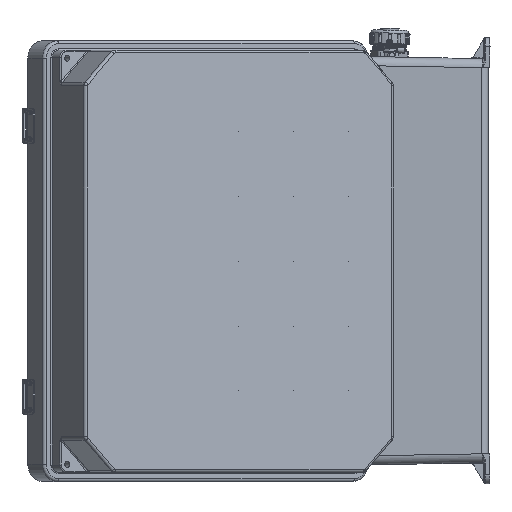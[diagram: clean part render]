
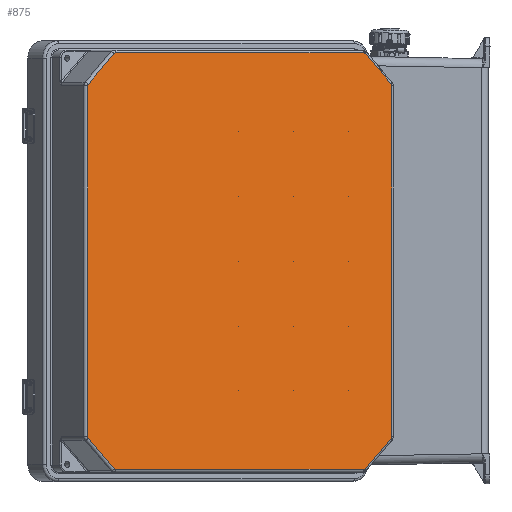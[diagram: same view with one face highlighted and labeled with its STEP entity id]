
A CAD part, left-side view. The second image highlights one B-rep face of the part: STEP entity #875.
In plain terms, the highlighted face is planar.
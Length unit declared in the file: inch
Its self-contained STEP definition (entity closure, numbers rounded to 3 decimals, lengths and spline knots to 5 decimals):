
#323 = ORIENTED_EDGE ( 'NONE', *, *, #65149, .F. ) ;
#661 = CIRCLE ( 'NONE', #69273, 0.07874 ) ;
#875 = ADVANCED_FACE ( 'NONE', ( #80504 ), #18983, .T. ) ;
#1100 = VERTEX_POINT ( 'NONE', #4580 ) ;
#1766 = EDGE_CURVE ( 'NONE', #59041, #1100, #57109, .T. ) ;
#3602 = ORIENTED_EDGE ( 'NONE', *, *, #57769, .T. ) ;
#4367 = CARTESIAN_POINT ( 'NONE',  ( 6.23622, 3.24803, -1.55985 ) ) ;
#4569 = VECTOR ( 'NONE', #23081, 39.37008 ) ;
#4580 = CARTESIAN_POINT ( 'NONE',  ( 6.23622, 3.24803, -13.75511 ) ) ;
#5055 = ORIENTED_EDGE ( 'NONE', *, *, #29740, .F. ) ;
#5874 = LINE ( 'NONE', #29631, #4569 ) ;
#6106 = EDGE_CURVE ( 'NONE', #84048, #59041, #37617, .T. ) ;
#7153 = AXIS2_PLACEMENT_3D ( 'NONE', #39137, #87313, #46069 ) ;
#7960 = ORIENTED_EDGE ( 'NONE', *, *, #61428, .T. ) ;
#7988 = EDGE_CURVE ( 'NONE', #78726, #39710, #31153, .T. ) ;
#8651 = VERTEX_POINT ( 'NONE', #85455 ) ;
#8963 = LINE ( 'NONE', #74420, #10133 ) ;
#9379 = CARTESIAN_POINT ( 'NONE',  ( 6.21316, 3.24803, -1.50418 ) ) ;
#9443 = ORIENTED_EDGE ( 'NONE', *, *, #29076, .F. ) ;
#10133 = VECTOR ( 'NONE', #53673, 39.37008 ) ;
#10493 = CARTESIAN_POINT ( 'NONE',  ( -5.09763, 3.24803, -0.5 ) ) ;
#14362 = VERTEX_POINT ( 'NONE', #65675 ) ;
#15049 = EDGE_CURVE ( 'NONE', #37380, #51438, #27984, .T. ) ;
#16863 = DIRECTION ( 'NONE',  ( 0., -1., 0. ) ) ;
#17377 = DIRECTION ( 'NONE',  ( 0., 0., 1. ) ) ;
#17593 = DIRECTION ( 'NONE',  ( 0., 1., 0. ) ) ;
#17629 = DIRECTION ( 'NONE',  ( 0., -1., 0. ) ) ;
#18770 = DIRECTION ( 'NONE',  ( 0., 0., 1. ) ) ;
#18862 = DIRECTION ( 'NONE',  ( 0., 1., 0. ) ) ;
#18983 = PLANE ( 'NONE',  #86992 ) ;
#19018 = AXIS2_PLACEMENT_3D ( 'NONE', #68494, #27201, #75391 ) ;
#19268 = CARTESIAN_POINT ( 'NONE',  ( 0., 3.24803, -0.32283 ) ) ;
#21072 = VERTEX_POINT ( 'NONE', #37603 ) ;
#21895 = DIRECTION ( 'NONE',  ( 0., 0., 1. ) ) ;
#22190 = CARTESIAN_POINT ( 'NONE',  ( 6.15748, 3.24803, -1.55985 ) ) ;
#23081 = DIRECTION ( 'NONE',  ( -0.707, 0., -0.707 ) ) ;
#23196 = CARTESIAN_POINT ( 'NONE',  ( -6.23622, 3.24803, -7.65748 ) ) ;
#24221 = CIRCLE ( 'NONE', #46689, 0.07874 ) ;
#25333 = CARTESIAN_POINT ( 'NONE',  ( -5.1533, 3.24803, -14.87064 ) ) ;
#25471 = AXIS2_PLACEMENT_3D ( 'NONE', #10493, #58629, #17377 ) ;
#26262 = ORIENTED_EDGE ( 'NONE', *, *, #1766, .T. ) ;
#26518 = VERTEX_POINT ( 'NONE', #87369 ) ;
#27201 = DIRECTION ( 'NONE',  ( 0., 1., 0. ) ) ;
#27648 = AXIS2_PLACEMENT_3D ( 'NONE', #58840, #17593, #65734 ) ;
#27984 = CIRCLE ( 'NONE', #27648, 0.07874 ) ;
#29040 = CARTESIAN_POINT ( 'NONE',  ( 5.09763, 3.24803, -0.42126 ) ) ;
#29076 = EDGE_CURVE ( 'NONE', #54450, #51438, #80708, .T. ) ;
#29631 = CARTESIAN_POINT ( 'NONE',  ( -6.21316, 3.24803, -1.50418 ) ) ;
#29740 = EDGE_CURVE ( 'NONE', #14362, #83322, #65892, .T. ) ;
#29893 = CARTESIAN_POINT ( 'NONE',  ( -6.21316, 3.24803, -13.81078 ) ) ;
#30278 = VERTEX_POINT ( 'NONE', #25333 ) ;
#31153 = LINE ( 'NONE', #40461, #31410 ) ;
#31410 = VECTOR ( 'NONE', #47687, 39.37008 ) ;
#32798 = CARTESIAN_POINT ( 'NONE',  ( 6.21316, 3.24803, -1.50418 ) ) ;
#33016 = ORIENTED_EDGE ( 'NONE', *, *, #83169, .F. ) ;
#33220 = AXIS2_PLACEMENT_3D ( 'NONE', #22190, #84785, #21895 ) ;
#33547 = CARTESIAN_POINT ( 'NONE',  ( -5.09763, 3.24803, -14.8937 ) ) ;
#36012 = DIRECTION ( 'NONE',  ( 1., 0., 0. ) ) ;
#36584 = CARTESIAN_POINT ( 'NONE',  ( -5.09763, 3.24803, -14.81496 ) ) ;
#37380 = VERTEX_POINT ( 'NONE', #29893 ) ;
#37603 = CARTESIAN_POINT ( 'NONE',  ( 6.21316, 3.24803, -13.81078 ) ) ;
#37617 = CIRCLE ( 'NONE', #33220, 0.07874 ) ;
#37976 = CARTESIAN_POINT ( 'NONE',  ( 5.09763, 3.24803, -14.8937 ) ) ;
#38191 = AXIS2_PLACEMENT_3D ( 'NONE', #36584, #84690, #43467 ) ;
#38801 = CARTESIAN_POINT ( 'NONE',  ( -6.21316, 3.24803, -1.50418 ) ) ;
#39137 = CARTESIAN_POINT ( 'NONE',  ( -6.15748, 3.24803, -1.55985 ) ) ;
#39705 = DIRECTION ( 'NONE',  ( 0.707, 0., -0.707 ) ) ;
#39710 = VERTEX_POINT ( 'NONE', #37976 ) ;
#40461 = CARTESIAN_POINT ( 'NONE',  ( 5.09763, 3.24803, -14.8937 ) ) ;
#41734 = EDGE_LOOP ( 'NONE', ( #66351, #26262, #62998, #88847, #33016, #73790, #3602, #7960, #58670, #9443, #323, #69503, #5055, #52860, #76023, #63127 ) ) ;
#42290 = EDGE_CURVE ( 'NONE', #21072, #1100, #24221, .T. ) ;
#43467 = DIRECTION ( 'NONE',  ( 0., 0., -1. ) ) ;
#43631 = DIRECTION ( 'NONE',  ( 0., 0., -1. ) ) ;
#46069 = DIRECTION ( 'NONE',  ( 0., 0., 1. ) ) ;
#46689 = AXIS2_PLACEMENT_3D ( 'NONE', #58101, #16863, #65011 ) ;
#47687 = DIRECTION ( 'NONE',  ( 1., 0., 0. ) ) ;
#51438 = VERTEX_POINT ( 'NONE', #57214 ) ;
#52656 = CARTESIAN_POINT ( 'NONE',  ( -6.21316, 3.24803, -13.81078 ) ) ;
#52860 = ORIENTED_EDGE ( 'NONE', *, *, #75672, .T. ) ;
#53411 = CARTESIAN_POINT ( 'NONE',  ( -5.1533, 3.24803, -0.44432 ) ) ;
#53673 = DIRECTION ( 'NONE',  ( 0.707, 0., 0.707 ) ) ;
#54450 = VERTEX_POINT ( 'NONE', #67307 ) ;
#54859 = CIRCLE ( 'NONE', #38191, 0.07874 ) ;
#56923 = VERTEX_POINT ( 'NONE', #38801 ) ;
#56955 = VECTOR ( 'NONE', #65054, 39.37008 ) ;
#57109 = LINE ( 'NONE', #65347, #56955 ) ;
#57214 = CARTESIAN_POINT ( 'NONE',  ( -6.23622, 3.24803, -13.75511 ) ) ;
#57769 = EDGE_CURVE ( 'NONE', #78726, #30278, #54859, .T. ) ;
#58101 = CARTESIAN_POINT ( 'NONE',  ( 6.15748, 3.24803, -13.75511 ) ) ;
#58629 = DIRECTION ( 'NONE',  ( 0., -1., 0. ) ) ;
#58670 = ORIENTED_EDGE ( 'NONE', *, *, #15049, .T. ) ;
#58840 = CARTESIAN_POINT ( 'NONE',  ( -6.15748, 3.24803, -13.75511 ) ) ;
#58876 = CARTESIAN_POINT ( 'NONE',  ( 5.09763, 3.24803, -14.81496 ) ) ;
#59041 = VERTEX_POINT ( 'NONE', #4367 ) ;
#59565 = DIRECTION ( 'NONE',  ( -0.707, 0., 0.707 ) ) ;
#60216 = CIRCLE ( 'NONE', #19018, 0.07874 ) ;
#61428 = EDGE_CURVE ( 'NONE', #30278, #37380, #68769, .T. ) ;
#62998 = ORIENTED_EDGE ( 'NONE', *, *, #42290, .F. ) ;
#63127 = ORIENTED_EDGE ( 'NONE', *, *, #75057, .T. ) ;
#65011 = DIRECTION ( 'NONE',  ( 0., 0., -1. ) ) ;
#65054 = DIRECTION ( 'NONE',  ( 0., 0., -1. ) ) ;
#65149 = EDGE_CURVE ( 'NONE', #56923, #54450, #79803, .T. ) ;
#65347 = CARTESIAN_POINT ( 'NONE',  ( 6.23622, 3.24803, -7.65748 ) ) ;
#65675 = CARTESIAN_POINT ( 'NONE',  ( -5.09763, 3.24803, -0.42126 ) ) ;
#65734 = DIRECTION ( 'NONE',  ( 0., 0., -1. ) ) ;
#65779 = DIRECTION ( 'NONE',  ( 0., 0., -1. ) ) ;
#65892 = CIRCLE ( 'NONE', #25471, 0.07874 ) ;
#66351 = ORIENTED_EDGE ( 'NONE', *, *, #6106, .T. ) ;
#67179 = VECTOR ( 'NONE', #59565, 39.37008 ) ;
#67307 = CARTESIAN_POINT ( 'NONE',  ( -6.23622, 3.24803, -1.55985 ) ) ;
#68494 = CARTESIAN_POINT ( 'NONE',  ( 5.09763, 3.24803, -0.5 ) ) ;
#68769 = LINE ( 'NONE', #52656, #67179 ) ;
#69273 = AXIS2_PLACEMENT_3D ( 'NONE', #58876, #17629, #65779 ) ;
#69503 = ORIENTED_EDGE ( 'NONE', *, *, #87824, .F. ) ;
#69955 = VECTOR ( 'NONE', #36012, 39.37008 ) ;
#70191 = LINE ( 'NONE', #29040, #69955 ) ;
#73679 = EDGE_CURVE ( 'NONE', #8651, #21072, #8963, .T. ) ;
#73790 = ORIENTED_EDGE ( 'NONE', *, *, #7988, .F. ) ;
#74420 = CARTESIAN_POINT ( 'NONE',  ( 6.21316, 3.24803, -13.81078 ) ) ;
#75057 = EDGE_CURVE ( 'NONE', #26518, #84048, #83652, .T. ) ;
#75391 = DIRECTION ( 'NONE',  ( 0., 0., 1. ) ) ;
#75672 = EDGE_CURVE ( 'NONE', #14362, #84503, #70191, .T. ) ;
#75951 = EDGE_CURVE ( 'NONE', #84503, #26518, #60216, .T. ) ;
#76023 = ORIENTED_EDGE ( 'NONE', *, *, #75951, .T. ) ;
#78726 = VERTEX_POINT ( 'NONE', #33547 ) ;
#79803 = CIRCLE ( 'NONE', #7153, 0.07874 ) ;
#80234 = VECTOR ( 'NONE', #43631, 39.37008 ) ;
#80504 = FACE_OUTER_BOUND ( 'NONE', #41734, .T. ) ;
#80708 = LINE ( 'NONE', #23196, #80234 ) ;
#83169 = EDGE_CURVE ( 'NONE', #39710, #8651, #661, .T. ) ;
#83322 = VERTEX_POINT ( 'NONE', #53411 ) ;
#83501 = VECTOR ( 'NONE', #39705, 39.37008 ) ;
#83652 = LINE ( 'NONE', #32798, #83501 ) ;
#84048 = VERTEX_POINT ( 'NONE', #9379 ) ;
#84456 = CARTESIAN_POINT ( 'NONE',  ( 5.09763, 3.24803, -0.42126 ) ) ;
#84503 = VERTEX_POINT ( 'NONE', #84456 ) ;
#84690 = DIRECTION ( 'NONE',  ( 0., 1., 0. ) ) ;
#84785 = DIRECTION ( 'NONE',  ( 0., 1., 0. ) ) ;
#85455 = CARTESIAN_POINT ( 'NONE',  ( 5.1533, 3.24803, -14.87064 ) ) ;
#86992 = AXIS2_PLACEMENT_3D ( 'NONE', #19268, #18862, #18770 ) ;
#87313 = DIRECTION ( 'NONE',  ( 0., -1., 0. ) ) ;
#87369 = CARTESIAN_POINT ( 'NONE',  ( 5.1533, 3.24803, -0.44432 ) ) ;
#87824 = EDGE_CURVE ( 'NONE', #83322, #56923, #5874, .T. ) ;
#88847 = ORIENTED_EDGE ( 'NONE', *, *, #73679, .F. ) ;
